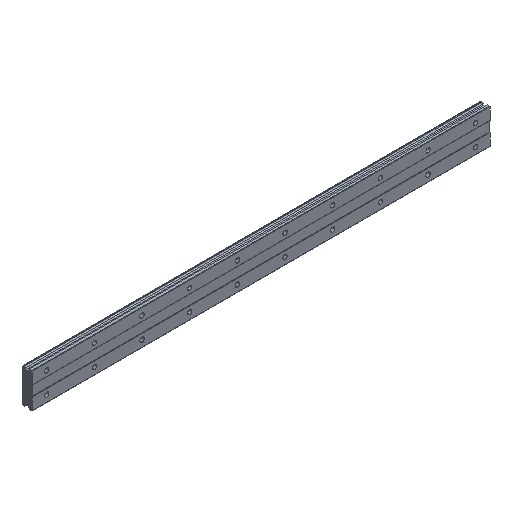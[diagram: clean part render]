
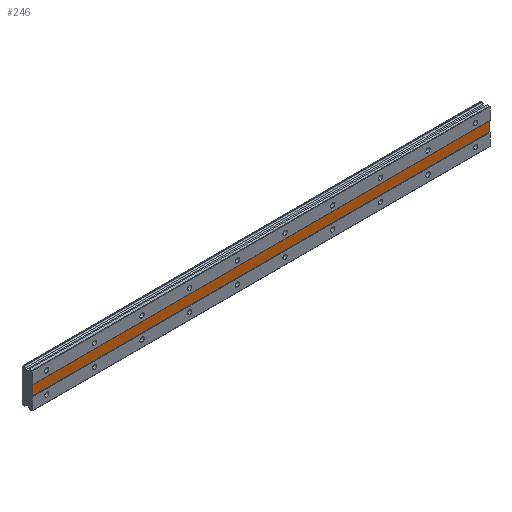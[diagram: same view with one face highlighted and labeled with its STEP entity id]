
A CAD part, isometric view. The second image highlights one B-rep face of the part: STEP entity #246.
In plain terms, the highlighted planar face has unit normal (0, -1, 0).
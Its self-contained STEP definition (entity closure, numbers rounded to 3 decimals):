
#57 = CARTESIAN_POINT ( 'NONE',  ( 465., 0.5, 5. ) ) ;
#89 = ORIENTED_EDGE ( 'NONE', *, *, #4092, .T. ) ;
#246 = ADVANCED_FACE ( 'NONE', ( #3398 ), #4066, .F. ) ;
#621 = DIRECTION ( 'NONE',  ( -1., 0., 0. ) ) ;
#679 = DIRECTION ( 'NONE',  ( 0., 0., -1. ) ) ;
#726 = VERTEX_POINT ( 'NONE', #2443 ) ;
#768 = CARTESIAN_POINT ( 'NONE',  ( 465., 0.5, 5. ) ) ;
#794 = EDGE_CURVE ( 'NONE', #2662, #726, #2891, .T. ) ;
#998 = CARTESIAN_POINT ( 'NONE',  ( -15., 0.5, -5. ) ) ;
#1201 = CARTESIAN_POINT ( 'NONE',  ( 465., 0.5, 5. ) ) ;
#1757 = DIRECTION ( 'NONE',  ( 0., 1., 0. ) ) ;
#1904 = CARTESIAN_POINT ( 'NONE',  ( 465., 0.5, 18.34 ) ) ;
#1934 = LINE ( 'NONE', #3305, #2874 ) ;
#2075 = ORIENTED_EDGE ( 'NONE', *, *, #2713, .F. ) ;
#2289 = ORIENTED_EDGE ( 'NONE', *, *, #2950, .T. ) ;
#2372 = EDGE_LOOP ( 'NONE', ( #2075, #3245, #2289, #89 ) ) ;
#2443 = CARTESIAN_POINT ( 'NONE',  ( 465., 0.5, -5. ) ) ;
#2511 = DIRECTION ( 'NONE',  ( -1., 0., 0. ) ) ;
#2662 = VERTEX_POINT ( 'NONE', #57 ) ;
#2713 = EDGE_CURVE ( 'NONE', #726, #3779, #3224, .T. ) ;
#2807 = VECTOR ( 'NONE', #2511, 1000. ) ;
#2870 = VERTEX_POINT ( 'NONE', #3799 ) ;
#2874 = VECTOR ( 'NONE', #679, 1000. ) ;
#2891 = LINE ( 'NONE', #1904, #4202 ) ;
#2950 = EDGE_CURVE ( 'NONE', #2662, #2870, #4141, .T. ) ;
#3224 = LINE ( 'NONE', #3581, #3634 ) ;
#3245 = ORIENTED_EDGE ( 'NONE', *, *, #794, .F. ) ;
#3305 = CARTESIAN_POINT ( 'NONE',  ( -15., 0.5, 18.34 ) ) ;
#3398 = FACE_OUTER_BOUND ( 'NONE', #2372, .T. ) ;
#3478 = DIRECTION ( 'NONE',  ( 0., 0., -1. ) ) ;
#3581 = CARTESIAN_POINT ( 'NONE',  ( 465., 0.5, -5. ) ) ;
#3612 = AXIS2_PLACEMENT_3D ( 'NONE', #768, #1757, #3744 ) ;
#3634 = VECTOR ( 'NONE', #621, 1000. ) ;
#3744 = DIRECTION ( 'NONE',  ( 0., 0., 1. ) ) ;
#3779 = VERTEX_POINT ( 'NONE', #998 ) ;
#3799 = CARTESIAN_POINT ( 'NONE',  ( -15., 0.5, 5. ) ) ;
#4066 = PLANE ( 'NONE',  #3612 ) ;
#4092 = EDGE_CURVE ( 'NONE', #2870, #3779, #1934, .T. ) ;
#4141 = LINE ( 'NONE', #1201, #2807 ) ;
#4202 = VECTOR ( 'NONE', #3478, 1000. ) ;
